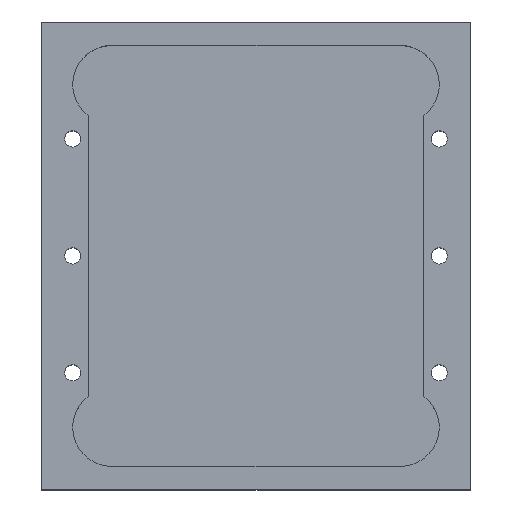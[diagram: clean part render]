
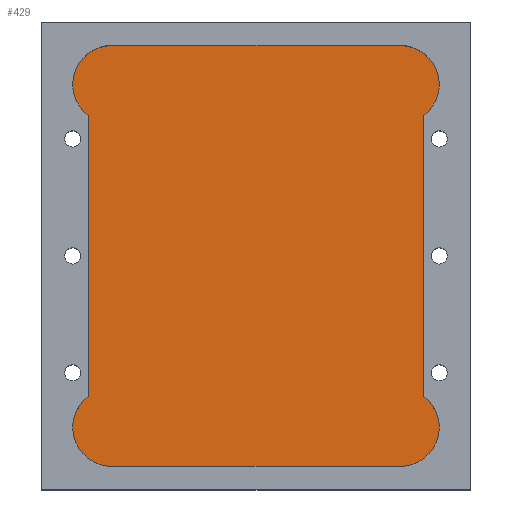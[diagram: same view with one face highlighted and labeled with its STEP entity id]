
A CAD part, top view. The second image highlights one B-rep face of the part: STEP entity #429.
In plain terms, the highlighted planar face has unit normal (0, 0, 1).
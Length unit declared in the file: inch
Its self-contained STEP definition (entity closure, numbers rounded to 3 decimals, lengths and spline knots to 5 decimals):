
#22=LINE('',#649,#54);
#23=LINE('',#653,#55);
#24=LINE('',#657,#56);
#25=LINE('',#660,#57);
#54=VECTOR('',#519,1.85);
#55=VECTOR('',#522,1.8);
#56=VECTOR('',#525,1.85);
#57=VECTOR('',#528,1.8);
#86=PLANE('',#458);
#124=FACE_OUTER_BOUND('',#149,.T.);
#149=EDGE_LOOP('',(#315,#316,#317,#318,#319,#320,#321,#322));
#197=CIRCLE('',#459,0.25);
#198=CIRCLE('',#460,0.25);
#199=CIRCLE('',#461,0.25);
#200=CIRCLE('',#462,0.25);
#223=VERTEX_POINT('',#645);
#224=VERTEX_POINT('',#646);
#225=VERTEX_POINT('',#648);
#226=VERTEX_POINT('',#650);
#227=VERTEX_POINT('',#652);
#228=VERTEX_POINT('',#654);
#229=VERTEX_POINT('',#656);
#230=VERTEX_POINT('',#658);
#263=EDGE_CURVE('',#223,#224,#197,.T.);
#264=EDGE_CURVE('',#225,#223,#22,.T.);
#265=EDGE_CURVE('',#226,#225,#198,.T.);
#266=EDGE_CURVE('',#227,#226,#23,.T.);
#267=EDGE_CURVE('',#228,#227,#199,.T.);
#268=EDGE_CURVE('',#229,#228,#24,.T.);
#269=EDGE_CURVE('',#230,#229,#200,.T.);
#270=EDGE_CURVE('',#224,#230,#25,.T.);
#315=ORIENTED_EDGE('',*,*,#263,.F.);
#316=ORIENTED_EDGE('',*,*,#264,.F.);
#317=ORIENTED_EDGE('',*,*,#265,.F.);
#318=ORIENTED_EDGE('',*,*,#266,.F.);
#319=ORIENTED_EDGE('',*,*,#267,.F.);
#320=ORIENTED_EDGE('',*,*,#268,.F.);
#321=ORIENTED_EDGE('',*,*,#269,.F.);
#322=ORIENTED_EDGE('',*,*,#270,.F.);
#429=ADVANCED_FACE('',(#124),#86,.T.);
#458=AXIS2_PLACEMENT_3D('',#644,#515,#516);
#459=AXIS2_PLACEMENT_3D('',#647,#517,#518);
#460=AXIS2_PLACEMENT_3D('',#651,#520,#521);
#461=AXIS2_PLACEMENT_3D('',#655,#523,#524);
#462=AXIS2_PLACEMENT_3D('',#659,#526,#527);
#515=DIRECTION('center_axis',(0.,0.,1.));
#516=DIRECTION('ref_axis',(1.,0.,0.));
#517=DIRECTION('center_axis',(0.,0.,-1.));
#518=DIRECTION('ref_axis',(-0.6,0.8,0.));
#519=DIRECTION('',(-1.,0.,0.));
#520=DIRECTION('center_axis',(0.,0.,-1.));
#521=DIRECTION('ref_axis',(0.,-1.,0.));
#522=DIRECTION('',(0.,-1.,0.));
#523=DIRECTION('center_axis',(0.,0.,-1.));
#524=DIRECTION('ref_axis',(0.6,-0.8,0.));
#525=DIRECTION('',(1.,0.,0.));
#526=DIRECTION('center_axis',(0.,0.,-1.));
#527=DIRECTION('ref_axis',(0.,1.,0.));
#528=DIRECTION('',(0.,1.,0.));
#644=CARTESIAN_POINT('Origin',(1.375,1.5,0.1));
#645=CARTESIAN_POINT('',(0.45,0.15,0.1));
#646=CARTESIAN_POINT('',(0.3,0.6,0.1));
#647=CARTESIAN_POINT('Origin',(0.45,0.4,0.1));
#648=CARTESIAN_POINT('',(2.3,0.15,0.1));
#649=CARTESIAN_POINT('',(0.9125,0.15,0.1));
#650=CARTESIAN_POINT('',(2.45,0.6,0.1));
#651=CARTESIAN_POINT('Origin',(2.3,0.4,0.1));
#652=CARTESIAN_POINT('',(2.45,2.4,0.1));
#653=CARTESIAN_POINT('',(2.45,1.05,0.1));
#654=CARTESIAN_POINT('',(2.3,2.85,0.1));
#655=CARTESIAN_POINT('Origin',(2.3,2.6,0.1));
#656=CARTESIAN_POINT('',(0.45,2.85,0.1));
#657=CARTESIAN_POINT('',(1.8375,2.85,0.1));
#658=CARTESIAN_POINT('',(0.3,2.4,0.1));
#659=CARTESIAN_POINT('Origin',(0.45,2.6,0.1));
#660=CARTESIAN_POINT('',(0.3,1.95,0.1));
